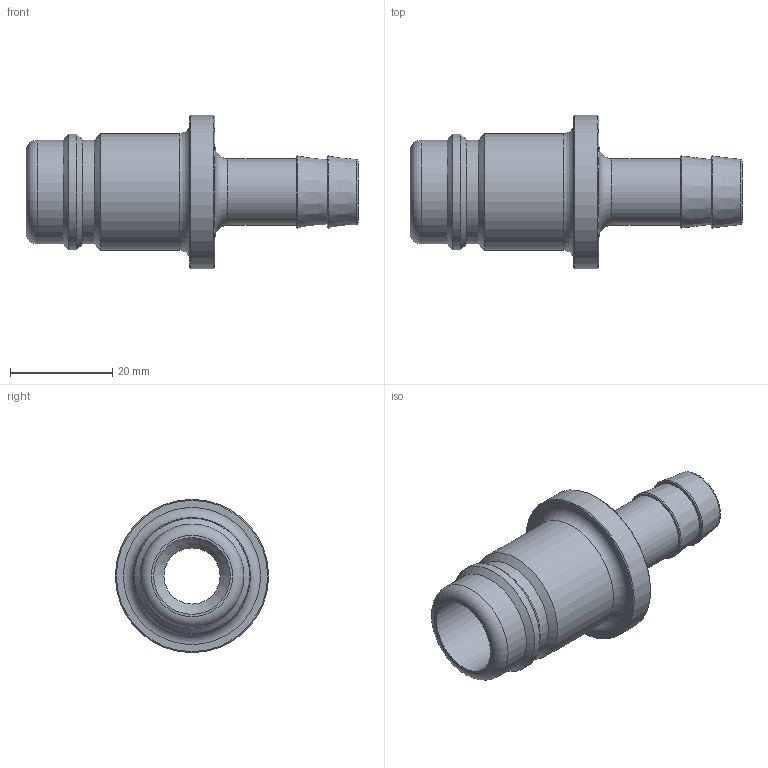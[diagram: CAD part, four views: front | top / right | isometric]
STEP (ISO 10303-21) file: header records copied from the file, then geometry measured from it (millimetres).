
FILE_DESCRIPTION((''),'2;1');
FILE_NAME('38sftf13mxn.stp','2014-11-14T08:08:45',('IA176480'),(''),'Autodesk Inventor 2013','Autodesk Inventor 2013','');
FILE_SCHEMA(('AUTOMOTIVE_DESIGN { 1 0 10303 214 1 1 1 1 }'));
Length unit declared in the file: millimetre
Products named in the file (1): D110621
Bounding box: 65 x 30 x 30 mm (x, y, z)
Volume: 10563.7 mm3; surface area: 7547.8 mm2
Topology: 1 solids, 1 shells, 28 faces, 50 edges, 28 vertices
Faces by surface type: cone 8, cylinder 8, plane 6, torus 6
Full cylindrical faces by diameter (mm): 11 x1, 13.05 x1, 15 x1, 20.3 x2, 22.6 x1, 22.85 x1, 30 x1
Entity records: 594 total; most frequent: DIRECTION 114, CARTESIAN_POINT 85, AXIS2_PLACEMENT_3D 57, ORIENTED_EDGE 56, EDGE_LOOP 56, VERTEX_POINT 28, CIRCLE 28, EDGE_CURVE 28
